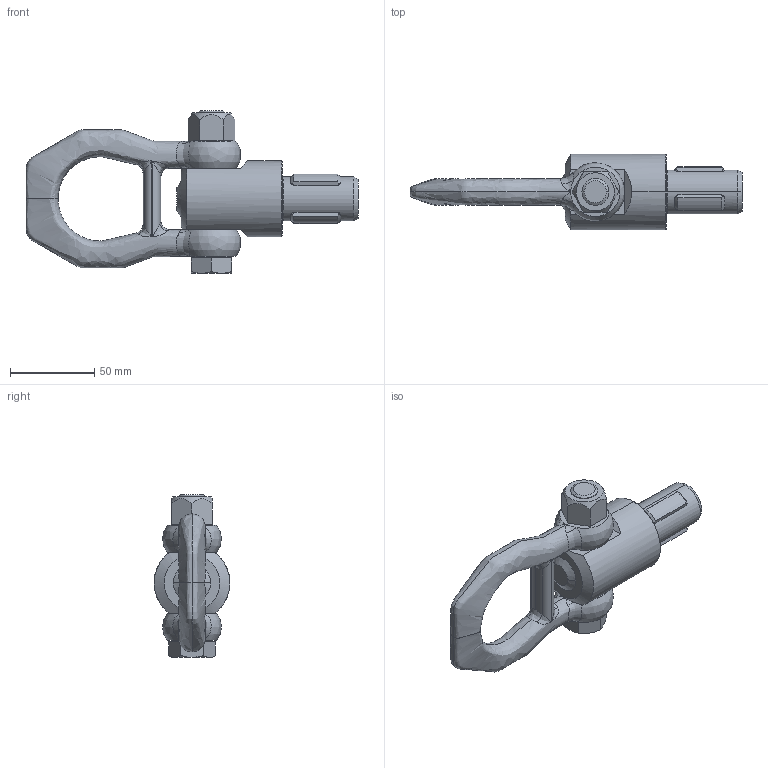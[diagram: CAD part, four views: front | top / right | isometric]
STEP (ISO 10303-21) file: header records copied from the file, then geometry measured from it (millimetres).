
FILE_DESCRIPTION(('STEP AP214'),'1');
FILE_NAME('HALDERN_EH_22352_0030.stp','2021-10-05T09:34:28',('TraceParts'),('TraceParts S.A.'),'Spatial InterOp 3D',' ',' ');
FILE_SCHEMA(('AUTOMOTIVE_DESIGN { 1 0 10303 214 1 1 1 1 }'));
Length unit declared in the file: millimetre
Products named in the file (1): HALDERN_EH_22352_0030_1
Bounding box: 197.05 x 45 x 96.5 mm (x, y, z)
Volume: 206477.6 mm3; surface area: 44492.4 mm2
Topology: 4 solids, 4 shells, 167 faces, 449 edges, 287 vertices
Faces by surface type: plane 56, cylinder 39, bspline 38, cone 30, torus 4
Entity records: 22475 total; most frequent: CARTESIAN_POINT 17264, ORIENTED_EDGE 882, DIRECTION 702, EDGE_CURVE 441, AXIS2_PLACEMENT_3D 288, VERTEX_POINT 287, EDGE_LOOP 182, STYLED_ITEM 171
